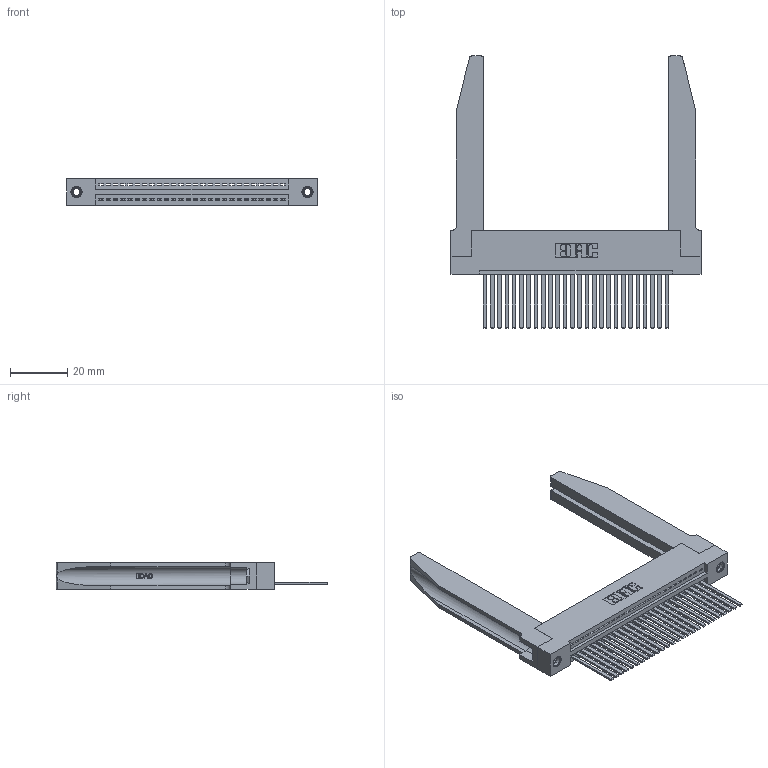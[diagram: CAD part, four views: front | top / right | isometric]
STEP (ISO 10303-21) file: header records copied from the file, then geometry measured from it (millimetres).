
FILE_DESCRIPTION (( 'STEP AP203' ), '1' );
FILE_NAME ('395-026-544-178.STEP', '2019-10-18T13:34:28', ( '' ), ( '' ), 'SwSTEP 2.0', 'SolidWorks 2016', '' );
FILE_SCHEMA (( 'CONFIG_CONTROL_DESIGN' ));
Length unit declared in the file: inch
Products named in the file (5): 345-220-078_345-220-078; 345 Part_Flush Mounting Lugs - 0.156 Dia-TH; 395-026-544-178; 345-250-001_345-250-001-102; 345-292-001_345-293-144
Assembly tree (31 placements, depth 2):
  395-026-544-178
    345 Part_Flush Mounting Lugs - 0.156 Dia-TH
    345-292-001_345-293-144  x26
    345-250-001_345-250-001-102  x2
    345-220-078_345-220-078  x2
Bounding box: 87.27 x 94.92 x 9.4 mm (x, y, z)
Volume: 16229.9 mm3; surface area: 18774 mm2
Topology: 31 solids, 31 shells, 1712 faces, 5057 edges, 3326 vertices
Faces by surface type: plane 1158, cylinder 502, bspline 36, cone 12, torus 4
Entity records: 26278 total; most frequent: CARTESIAN_POINT 5449, ORIENTED_EDGE 4306, DIRECTION 3787, EDGE_CURVE 2153, LINE 1827, VECTOR 1827, VERTEX_POINT 1428, AXIS2_PLACEMENT_3D 980
